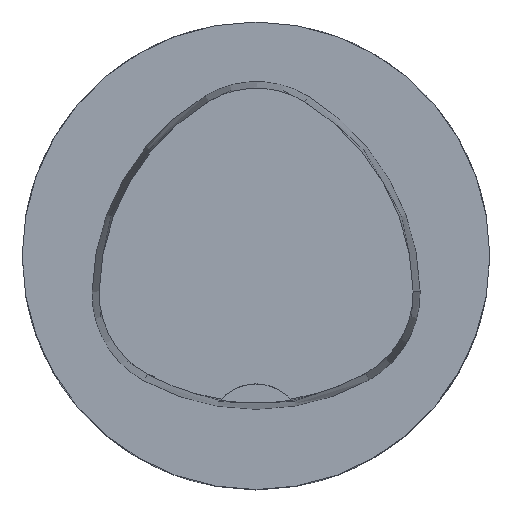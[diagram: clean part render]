
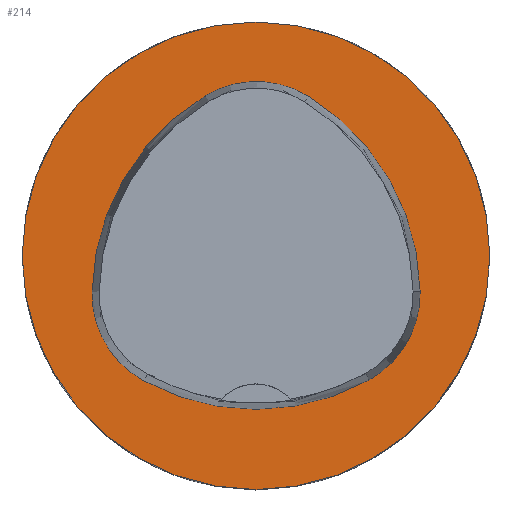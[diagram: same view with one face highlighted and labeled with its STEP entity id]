
A CAD part, top view. The second image highlights one B-rep face of the part: STEP entity #214.
In plain terms, the highlighted planar face has unit normal (0, 0, 1).
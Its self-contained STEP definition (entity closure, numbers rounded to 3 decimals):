
#214=ADVANCED_FACE('',(#419,#420),#260,.T.);
#260=PLANE('',#1232);
#419=FACE_BOUND('',#474,.T.);
#420=FACE_BOUND('',#475,.T.);
#474=EDGE_LOOP('',(#664,#665,#666,#667,#668,#669));
#475=EDGE_LOOP('',(#670));
#664=ORIENTED_EDGE('',*,*,#983,.F.);
#665=ORIENTED_EDGE('',*,*,#978,.F.);
#666=ORIENTED_EDGE('',*,*,#973,.F.);
#667=ORIENTED_EDGE('',*,*,#970,.F.);
#668=ORIENTED_EDGE('',*,*,#967,.F.);
#669=ORIENTED_EDGE('',*,*,#963,.F.);
#670=ORIENTED_EDGE('',*,*,#986,.T.);
#853=VERTEX_POINT('',#1950);
#854=VERTEX_POINT('',#1951);
#857=VERTEX_POINT('',#1959);
#859=VERTEX_POINT('',#1965);
#861=VERTEX_POINT('',#1971);
#865=VERTEX_POINT('',#1984);
#869=VERTEX_POINT('',#2002);
#963=EDGE_CURVE('',#853,#854,#1055,.T.);
#967=EDGE_CURVE('',#854,#857,#1057,.T.);
#970=EDGE_CURVE('',#857,#859,#1059,.T.);
#973=EDGE_CURVE('',#859,#861,#1061,.T.);
#978=EDGE_CURVE('',#861,#865,#1064,.T.);
#983=EDGE_CURVE('',#865,#853,#1067,.T.);
#986=EDGE_CURVE('',#869,#869,#1070,.T.);
#1055=CIRCLE('',#1209,20.);
#1057=CIRCLE('',#1212,8.5);
#1059=CIRCLE('',#1215,20.);
#1061=CIRCLE('',#1218,8.5);
#1064=CIRCLE('',#1222,20.);
#1067=CIRCLE('',#1226,8.5);
#1070=CIRCLE('',#1231,20.);
#1209=AXIS2_PLACEMENT_3D('',#1949,#1432,#1433);
#1212=AXIS2_PLACEMENT_3D('',#1958,#1440,#1441);
#1215=AXIS2_PLACEMENT_3D('',#1964,#1447,#1448);
#1218=AXIS2_PLACEMENT_3D('',#1970,#1454,#1455);
#1222=AXIS2_PLACEMENT_3D('',#1983,#1463,#1464);
#1226=AXIS2_PLACEMENT_3D('',#1996,#1472,#1473);
#1231=AXIS2_PLACEMENT_3D('',#2001,#1482,#1483);
#1232=AXIS2_PLACEMENT_3D('',#2003,#1484,#1485);
#1432=DIRECTION('',(0.,0.,1.));
#1433=DIRECTION('',(1.,0.,0.));
#1440=DIRECTION('',(0.,0.,1.));
#1441=DIRECTION('',(1.,0.,0.));
#1447=DIRECTION('',(0.,0.,1.));
#1448=DIRECTION('',(1.,0.,0.));
#1454=DIRECTION('',(0.,0.,1.));
#1455=DIRECTION('',(1.,0.,0.));
#1463=DIRECTION('',(0.,0.,1.));
#1464=DIRECTION('',(1.,0.,0.));
#1472=DIRECTION('',(0.,0.,1.));
#1473=DIRECTION('',(1.,0.,0.));
#1482=DIRECTION('',(0.,0.,1.));
#1483=DIRECTION('',(1.,0.,0.));
#1484=DIRECTION('',(0.,0.,1.));
#1485=DIRECTION('',(-1.,0.,0.));
#1949=CARTESIAN_POINT('',(-5.955,-3.414,0.));
#1950=CARTESIAN_POINT('',(14.041,-3.042,0.));
#1951=CARTESIAN_POINT('',(4.472,13.653,0.));
#1958=CARTESIAN_POINT('',(0.04,6.4,0.));
#1959=CARTESIAN_POINT('',(-4.347,13.68,0.));
#1964=CARTESIAN_POINT('',(5.976,-3.45,0.));
#1965=CARTESIAN_POINT('',(-14.021,-3.075,0.));
#1970=CARTESIAN_POINT('',(-5.522,-3.235,0.));
#1971=CARTESIAN_POINT('',(-9.588,-10.699,0.));
#1983=CARTESIAN_POINT('',(-0.022,6.864,0.));
#1984=CARTESIAN_POINT('',(9.655,-10.639,0.));
#1996=CARTESIAN_POINT('',(5.543,-3.2,0.));
#2001=CARTESIAN_POINT('',(0.,0.,0.));
#2002=CARTESIAN_POINT('',(20.,0.,0.));
#2003=CARTESIAN_POINT('',(0.,0.,0.));
